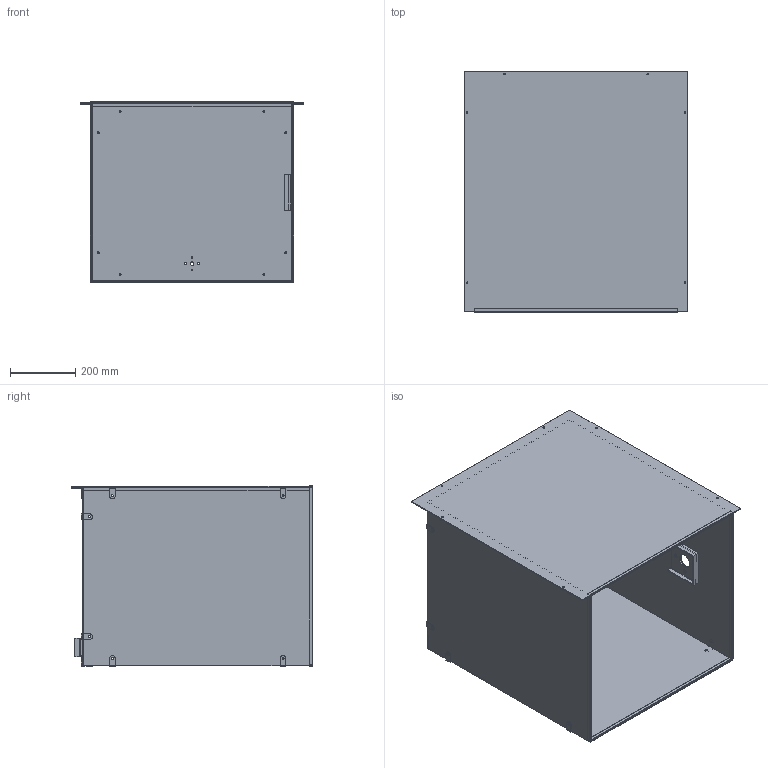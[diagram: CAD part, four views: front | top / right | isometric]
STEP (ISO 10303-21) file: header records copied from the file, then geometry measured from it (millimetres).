
FILE_DESCRIPTION(('FreeCAD Model'),'2;1');
FILE_NAME('Open CASCADE Shape Model','2025-04-28T06:26:37',('FreeCAD'),( 'FreeCAD'),'Open CASCADE STEP processor 7.6','FreeCAD','Unknown');
FILE_SCHEMA(('AUTOMOTIVE_DESIGN { 1 0 10303 214 1 1 1 1 }'));
Length unit declared in the file: millimetre
Products named in the file (1): Open CASCADE STEP translator 7.6 1
Bounding box: 684.5 x 738.4 x 553.38 mm (x, y, z)
Volume: 7068721.9 mm3; surface area: 4421450.6 mm2
Topology: 42 solids, 42 shells, 549 faces, 1374 edges, 916 vertices
Faces by surface type: bspline 549
Entity records: 17096 total; most frequent: CARTESIAN_POINT 8797, ORIENTED_EDGE 2748, EDGE_CURVE 1374, VERTEX_POINT 916, B_SPLINE_CURVE_WITH_KNOTS 866, FACE_BOUND 726, EDGE_LOOP 726, ADVANCED_FACE 549
